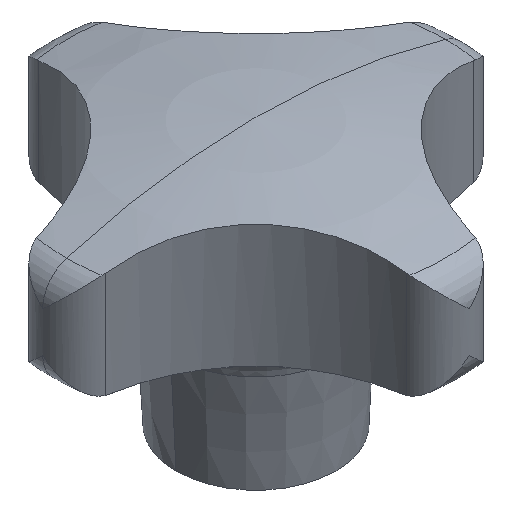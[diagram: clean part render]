
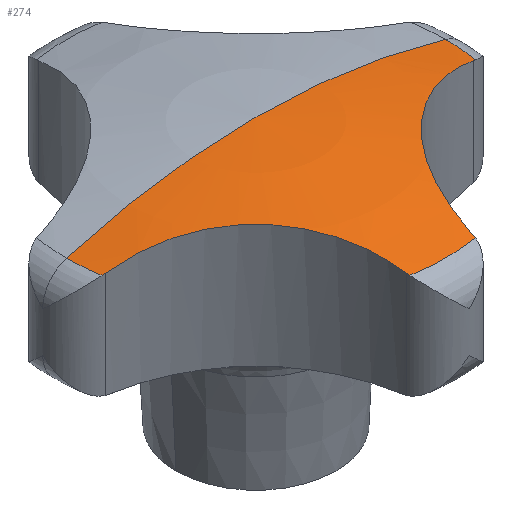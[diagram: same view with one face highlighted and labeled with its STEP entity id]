
A CAD part, isometric view. The second image highlights one B-rep face of the part: STEP entity #274.
In plain terms, the highlighted spherical face has radius 50 mm.
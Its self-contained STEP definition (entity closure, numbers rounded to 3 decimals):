
#256=EDGE_CURVE('',#376,#378,#684,.T.);
#274=ADVANCED_FACE('',(#704),#705,.T.);
#292=VERTEX_POINT('',#724);
#334=EDGE_CURVE('',#618,#344,#768,.T.);
#344=VERTEX_POINT('',#778);
#352=VERTEX_POINT('',#786);
#354=EDGE_CURVE('',#596,#352,#788,.T.);
#368=EDGE_CURVE('',#396,#566,#803,.T.);
#376=VERTEX_POINT('',#811);
#378=VERTEX_POINT('',#813);
#396=VERTEX_POINT('',#832);
#416=VERTEX_POINT('',#852);
#428=EDGE_CURVE('',#344,#376,#865,.T.);
#444=EDGE_CURVE('',#352,#396,#884,.T.);
#452=EDGE_CURVE('',#378,#596,#894,.T.);
#492=VERTEX_POINT('',#937);
#520=EDGE_CURVE('',#416,#492,#968,.T.);
#540=EDGE_CURVE('',#292,#416,#991,.T.);
#550=EDGE_CURVE('',#292,#618,#1003,.T.);
#566=VERTEX_POINT('',#1019);
#596=VERTEX_POINT('',#1052);
#614=EDGE_CURVE('',#566,#492,#1071,.T.);
#618=VERTEX_POINT('',#1076);
#684=B_SPLINE_CURVE_WITH_KNOTS('',3,(#1143,#1144,#1145,#1146),.UNSPECIFIED.,.F.,.F.,(4,4),(0.0,0.201),.UNSPECIFIED.);
#704=FACE_OUTER_BOUND('',#1170,.T.);
#705=SPHERICAL_SURFACE('',#1171,50.);
#724=CARTESIAN_POINT('',(-14.211,0.,17.938));
#768=B_SPLINE_CURVE_WITH_KNOTS('',3,(#1312,#1313,#1314,#1315),.UNSPECIFIED.,.F.,.F.,(4,4),(6.877,7.069),.UNSPECIFIED.);
#778=CARTESIAN_POINT('',(-13.804,-2.481,17.993));
#786=CARTESIAN_POINT('',(2.481,-13.804,17.993));
#788=B_SPLINE_CURVE_WITH_KNOTS('',3,(#1361,#1362,#1363,#1364),.UNSPECIFIED.,.F.,.F.,(4,4),(6.877,7.07),.UNSPECIFIED.);
#803=B_SPLINE_CURVE_WITH_KNOTS('',3,(#1384,#1385,#1386,#1387),.UNSPECIFIED.,.F.,.F.,(4,4),(0.0,0.201),.UNSPECIFIED.);
#811=CARTESIAN_POINT('',(-2.481,-13.804,17.993));
#813=CARTESIAN_POINT('',(-2.45,-13.998,17.938));
#832=CARTESIAN_POINT('',(13.804,-2.481,17.993));
#852=CARTESIAN_POINT('',(0.,0.,20.0));
#865=B_SPLINE_CURVE_WITH_KNOTS('',3,(#1564,#1565,#1566,#1567,#1568,#1569,#1570,#1571,#1572,#1573,#1574,#1575,#1576,#1577,#1578,#1579,#1580,#1581),.UNSPECIFIED.,.F.,.F.,(4,2,2,2,2,2,2,2,4),(21.077,23.335,25.594,27.852,30.111,32.394,34.678,36.961,37.791),.UNSPECIFIED.);
#884=B_SPLINE_CURVE_WITH_KNOTS('',3,(#1610,#1611,#1612,#1613,#1614,#1615,#1616,#1617,#1618,#1619,#1620,#1621,#1622,#1623,#1624,#1625,#1626,#1627),.UNSPECIFIED.,.F.,.F.,(4,2,2,2,2,2,2,2,4),(21.077,23.335,25.594,27.852,30.111,32.394,34.678,36.961,37.791),.UNSPECIFIED.);
#894=CIRCLE('',#1640,14.211);
#937=CARTESIAN_POINT('',(14.211,0.,17.938));
#968=CIRCLE('',#1773,50.);
#991=CIRCLE('',#1831,50.);
#1003=CIRCLE('',#1862,14.211);
#1019=CARTESIAN_POINT('',(13.998,-2.45,17.938));
#1052=CARTESIAN_POINT('',(2.45,-13.998,17.938));
#1071=CIRCLE('',#1987,14.211);
#1076=CARTESIAN_POINT('',(-13.998,-2.45,17.938));
#1143=CARTESIAN_POINT('',(-2.481,-13.804,17.993));
#1144=CARTESIAN_POINT('',(-2.474,-13.868,17.975));
#1145=CARTESIAN_POINT('',(-2.463,-13.933,17.956));
#1146=CARTESIAN_POINT('',(-2.45,-13.998,17.938));
#1170=EDGE_LOOP('',(#2113,#2114,#2115,#2116,#2117,#2118,#2119,#2120,#2121,#2122,#2123));
#1171=AXIS2_PLACEMENT_3D('',#2124,#2125,#2126);
#1312=CARTESIAN_POINT('',(-13.998,-2.45,17.938));
#1313=CARTESIAN_POINT('',(-13.933,-2.463,17.956));
#1314=CARTESIAN_POINT('',(-13.869,-2.474,17.974));
#1315=CARTESIAN_POINT('',(-13.804,-2.481,17.993));
#1361=CARTESIAN_POINT('',(2.45,-13.998,17.938));
#1362=CARTESIAN_POINT('',(2.463,-13.933,17.956));
#1363=CARTESIAN_POINT('',(2.474,-13.869,17.974));
#1364=CARTESIAN_POINT('',(2.481,-13.804,17.993));
#1384=CARTESIAN_POINT('',(13.804,-2.481,17.993));
#1385=CARTESIAN_POINT('',(13.868,-2.474,17.975));
#1386=CARTESIAN_POINT('',(13.933,-2.463,17.956));
#1387=CARTESIAN_POINT('',(13.998,-2.45,17.938));
#1564=CARTESIAN_POINT('',(-13.804,-2.481,17.993));
#1565=CARTESIAN_POINT('',(-13.084,-2.57,18.195));
#1566=CARTESIAN_POINT('',(-12.339,-2.723,18.383));
#1567=CARTESIAN_POINT('',(-10.858,-3.174,18.71));
#1568=CARTESIAN_POINT('',(-10.122,-3.471,18.848));
#1569=CARTESIAN_POINT('',(-8.712,-4.2,19.062));
#1570=CARTESIAN_POINT('',(-8.037,-4.632,19.138));
#1571=CARTESIAN_POINT('',(-6.792,-5.598,19.226));
#1572=CARTESIAN_POINT('',(-6.222,-6.132,19.237));
#1573=CARTESIAN_POINT('',(-5.21,-7.258,19.201));
#1574=CARTESIAN_POINT('',(-4.735,-7.887,19.153));
#1575=CARTESIAN_POINT('',(-3.902,-9.239,18.99));
#1576=CARTESIAN_POINT('',(-3.544,-9.96,18.876));
#1577=CARTESIAN_POINT('',(-2.97,-11.447,18.588));
#1578=CARTESIAN_POINT('',(-2.754,-12.214,18.414));
#1579=CARTESIAN_POINT('',(-2.558,-13.253,18.145));
#1580=CARTESIAN_POINT('',(-2.515,-13.53,18.07));
#1581=CARTESIAN_POINT('',(-2.481,-13.804,17.993));
#1610=CARTESIAN_POINT('',(2.481,-13.804,17.993));
#1611=CARTESIAN_POINT('',(2.57,-13.084,18.195));
#1612=CARTESIAN_POINT('',(2.723,-12.339,18.383));
#1613=CARTESIAN_POINT('',(3.174,-10.858,18.71));
#1614=CARTESIAN_POINT('',(3.471,-10.122,18.848));
#1615=CARTESIAN_POINT('',(4.2,-8.712,19.062));
#1616=CARTESIAN_POINT('',(4.632,-8.037,19.138));
#1617=CARTESIAN_POINT('',(5.598,-6.792,19.226));
#1618=CARTESIAN_POINT('',(6.132,-6.222,19.237));
#1619=CARTESIAN_POINT('',(7.258,-5.21,19.201));
#1620=CARTESIAN_POINT('',(7.887,-4.735,19.153));
#1621=CARTESIAN_POINT('',(9.239,-3.902,18.99));
#1622=CARTESIAN_POINT('',(9.96,-3.544,18.876));
#1623=CARTESIAN_POINT('',(11.447,-2.97,18.588));
#1624=CARTESIAN_POINT('',(12.214,-2.754,18.414));
#1625=CARTESIAN_POINT('',(13.253,-2.558,18.145));
#1626=CARTESIAN_POINT('',(13.53,-2.515,18.07));
#1627=CARTESIAN_POINT('',(13.804,-2.481,17.993));
#1640=AXIS2_PLACEMENT_3D('',#2294,#2295,#2296);
#1773=AXIS2_PLACEMENT_3D('',#2382,#2383,#2384);
#1831=AXIS2_PLACEMENT_3D('',#2409,#2410,#2411);
#1862=AXIS2_PLACEMENT_3D('',#2432,#2433,#2434);
#1987=AXIS2_PLACEMENT_3D('',#2491,#2492,#2493);
#2113=ORIENTED_EDGE('',*,*,#540,.F.);
#2114=ORIENTED_EDGE('',*,*,#550,.T.);
#2115=ORIENTED_EDGE('',*,*,#334,.T.);
#2116=ORIENTED_EDGE('',*,*,#428,.T.);
#2117=ORIENTED_EDGE('',*,*,#256,.T.);
#2118=ORIENTED_EDGE('',*,*,#452,.T.);
#2119=ORIENTED_EDGE('',*,*,#354,.T.);
#2120=ORIENTED_EDGE('',*,*,#444,.T.);
#2121=ORIENTED_EDGE('',*,*,#368,.T.);
#2122=ORIENTED_EDGE('',*,*,#614,.T.);
#2123=ORIENTED_EDGE('',*,*,#520,.F.);
#2124=CARTESIAN_POINT('',(0.,0.,-30.0));
#2125=DIRECTION('',(0.,0.,1.0));
#2126=DIRECTION('',(-1.0,0.,0.0));
#2294=CARTESIAN_POINT('',(0.,0.,17.938));
#2295=DIRECTION('',(0.,0.,1.0));
#2296=DIRECTION('',(1.0,0.,0.));
#2382=CARTESIAN_POINT('',(0.,0.,-30.0));
#2383=DIRECTION('',(0.,1.0,0.));
#2384=DIRECTION('',(0.0,0.,-1.0));
#2409=CARTESIAN_POINT('',(0.,0.,-30.0));
#2410=DIRECTION('',(0.,1.0,0.));
#2411=DIRECTION('',(0.0,0.,-1.0));
#2432=CARTESIAN_POINT('',(0.,0.,17.938));
#2433=DIRECTION('',(0.,0.,1.0));
#2434=DIRECTION('',(1.0,0.,0.));
#2491=CARTESIAN_POINT('',(0.,0.,17.938));
#2492=DIRECTION('',(0.,0.,1.0));
#2493=DIRECTION('',(1.0,0.,0.));
